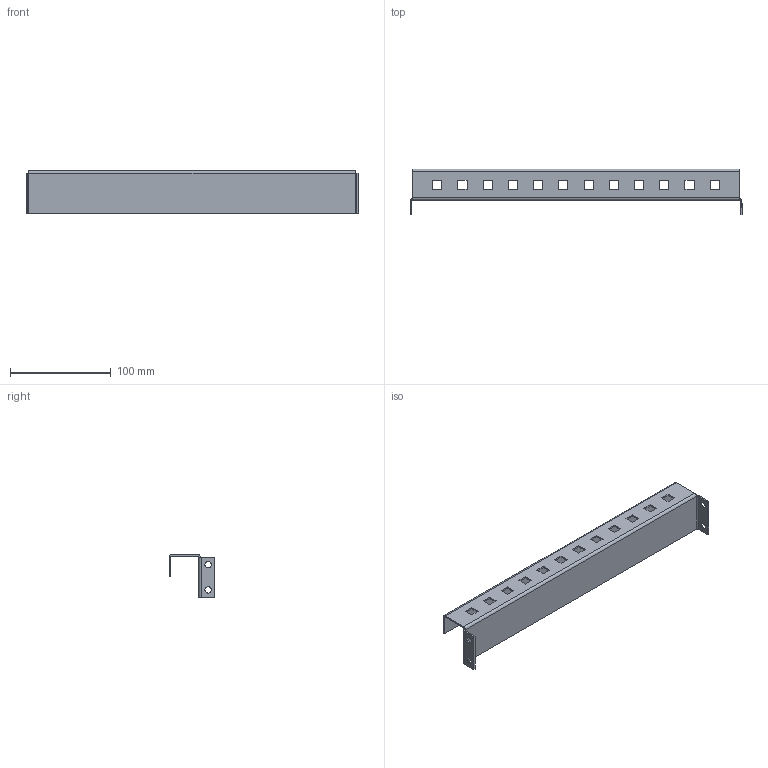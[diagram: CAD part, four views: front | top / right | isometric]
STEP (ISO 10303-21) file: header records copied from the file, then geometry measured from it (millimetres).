
FILE_DESCRIPTION (( 'STEP AP214' ), '1' );
FILE_NAME ('Ðåéêà äëÿ ôèêñàöèè êàáåëÿ 400.STEP', '2018-01-14T10:46:59', ( 'Îëåã' ), ( '' ), 'SwSTEP 2.0', 'SolidWorks 2017', '' );
FILE_SCHEMA (( 'AUTOMOTIVE_DESIGN' ));
Length unit declared in the file: millimetre
Products named in the file (1): Ðåéêà äëÿ ôèêñàöèè êàáåëÿ 400
Bounding box: 329 x 45.5 x 42.5 mm (x, y, z)
Volume: 44517.7 mm3; surface area: 61469.9 mm2
Topology: 1 solids, 1 shells, 90 faces, 234 edges, 146 vertices
Faces by surface type: plane 78, cylinder 12
Full cylindrical faces by diameter (mm): 6.5 x4
Entity records: 2742 total; most frequent: CARTESIAN_POINT 463, ORIENTED_EDGE 456, DIRECTION 434, EDGE_CURVE 228, LINE 204, VECTOR 204, VERTEX_POINT 144, EDGE_LOOP 126
